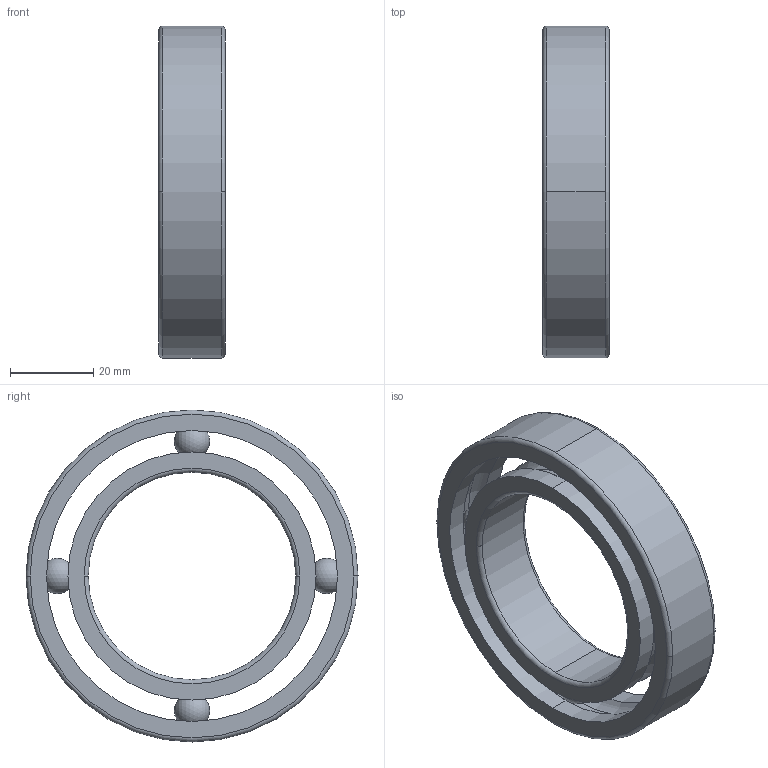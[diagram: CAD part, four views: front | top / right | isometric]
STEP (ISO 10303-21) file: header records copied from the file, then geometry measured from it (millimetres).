
FILE_DESCRIPTION(('STEP AP214'),'1');
FILE_NAME('inafag_6010_brbohxyclh6y8oik8swwpry0n.stp','2017-05-05T11:40:58',('TraceParts'),('TraceParts S.A.'),'Spatial InterOp 3D',' ',' ');
FILE_SCHEMA(('automotive_design'));
Length unit declared in the file: millimetre
Products named in the file (3): inafag_6010_brbohxyclh6y8oik8swwpry0n_1; inafag_6010_brbohxyclh6y8oik8swwpry0n_2; inafag_6010_brbohxyclh6y8oik8swwpry0n_3
Bounding box: 16 x 80 x 80 mm (x, y, z)
Volume: 30070.3 mm3; surface area: 18080.5 mm2
Topology: 6 solids, 6 shells, 40 faces, 110 edges, 66 vertices
Faces by surface type: torus 16, cylinder 12, sphere 8, plane 4
Entity records: 1588 total; most frequent: DIRECTION 262, CARTESIAN_POINT 203, ORIENTED_EDGE 188, AXIS2_PLACEMENT_3D 125, EDGE_CURVE 94, CIRCLE 82, VERTEX_POINT 66, EDGE_LOOP 44
